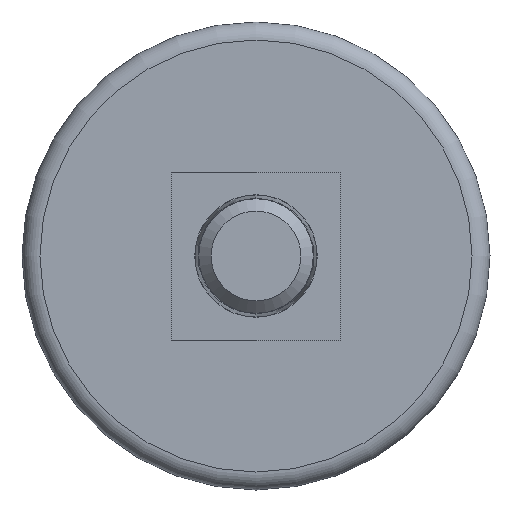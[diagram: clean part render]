
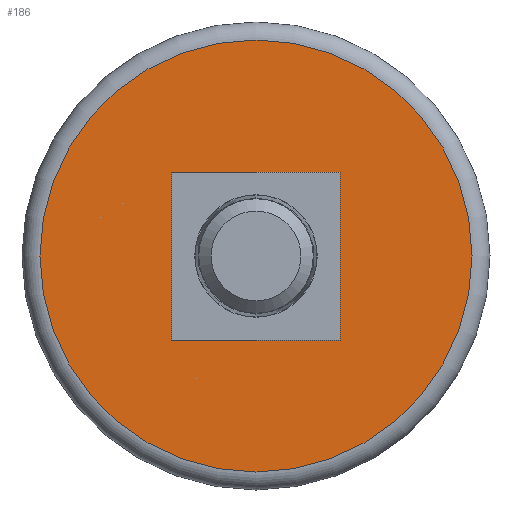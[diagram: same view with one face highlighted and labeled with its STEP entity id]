
A CAD part, left-side view. The second image highlights one B-rep face of the part: STEP entity #186.
In plain terms, the highlighted planar face has unit normal (-1, 0, 0).
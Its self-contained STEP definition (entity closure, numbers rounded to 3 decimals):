
#25=LINE('',#297,#37);
#26=LINE('',#300,#38);
#27=LINE('',#302,#39);
#28=LINE('',#304,#40);
#37=VECTOR('',#241,1000.);
#38=VECTOR('',#242,1000.);
#39=VECTOR('',#243,1000.);
#40=VECTOR('',#244,1000.);
#49=ORIENTED_EDGE('',*,*,#89,.F.);
#50=ORIENTED_EDGE('',*,*,#90,.T.);
#51=ORIENTED_EDGE('',*,*,#91,.T.);
#52=ORIENTED_EDGE('',*,*,#92,.T.);
#53=ORIENTED_EDGE('',*,*,#93,.F.);
#89=EDGE_CURVE('',#109,#109,#125,.T.);
#90=EDGE_CURVE('',#110,#111,#25,.T.);
#91=EDGE_CURVE('',#111,#112,#26,.T.);
#92=EDGE_CURVE('',#112,#113,#27,.T.);
#93=EDGE_CURVE('',#110,#113,#28,.T.);
#109=VERTEX_POINT('',#296);
#110=VERTEX_POINT('',#298);
#111=VERTEX_POINT('',#299);
#112=VERTEX_POINT('',#301);
#113=VERTEX_POINT('',#303);
#125=CIRCLE('',#214,18.);
#133=EDGE_LOOP('',(#49));
#134=EDGE_LOOP('',(#50,#51,#52,#53));
#155=FACE_BOUND('',#133,.T.);
#156=FACE_BOUND('',#134,.T.);
#177=PLANE('',#213);
#186=ADVANCED_FACE('',(#155,#156),#177,.F.);
#213=AXIS2_PLACEMENT_3D('',#294,#237,#238);
#214=AXIS2_PLACEMENT_3D('',#295,#239,#240);
#237=DIRECTION('',(1.,0.,0.));
#238=DIRECTION('',(0.,0.,-1.));
#239=DIRECTION('',(1.,0.,0.));
#240=DIRECTION('',(0.,0.,-1.));
#241=DIRECTION('',(0.,-1.,0.));
#242=DIRECTION('',(0.,0.,-1.));
#243=DIRECTION('',(0.,1.,0.));
#244=DIRECTION('',(0.,0.,-1.));
#294=CARTESIAN_POINT('',(8.,0.,0.));
#295=CARTESIAN_POINT('',(8.,0.,0.));
#296=CARTESIAN_POINT('',(8.,0.,-18.));
#297=CARTESIAN_POINT('',(8.,7.,7.));
#298=CARTESIAN_POINT('',(8.,7.,7.));
#299=CARTESIAN_POINT('',(8.,-7.,7.));
#300=CARTESIAN_POINT('',(8.,-7.,7.));
#301=CARTESIAN_POINT('',(8.,-7.,-7.));
#302=CARTESIAN_POINT('',(8.,-7.,-7.));
#303=CARTESIAN_POINT('',(8.,7.,-7.));
#304=CARTESIAN_POINT('',(8.,7.,0.));
